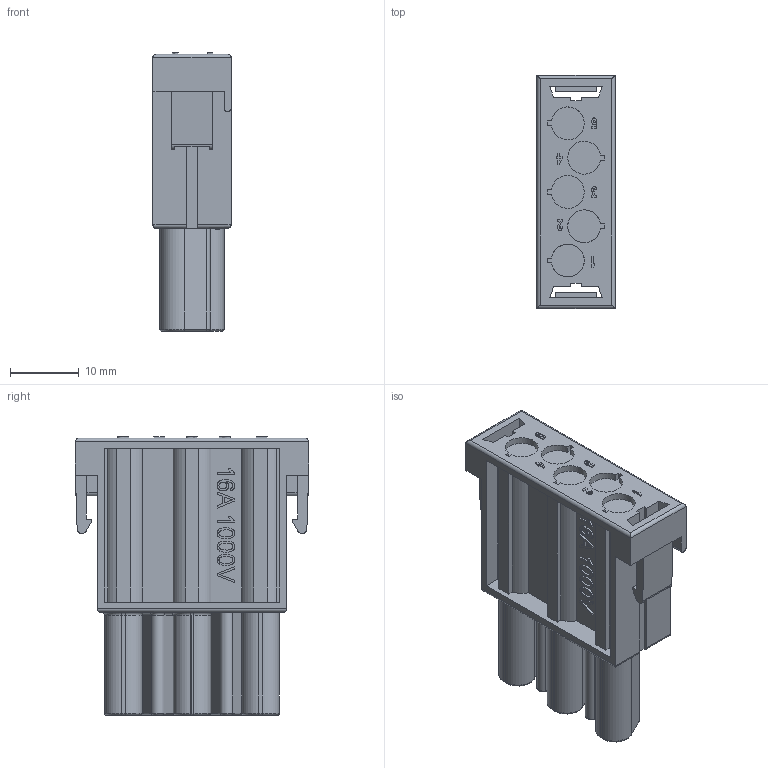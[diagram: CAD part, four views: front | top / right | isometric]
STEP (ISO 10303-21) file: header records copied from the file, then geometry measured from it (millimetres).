
FILE_DESCRIPTION(/* description */ (''),/* implementation_level */ '2;1');
FILE_NAME(/* name */ 'C146 C05 871 E8.stp',/* time_stamp */ '2017-05-05T14:13:05+02:00',/* author */ (''),/* organization */ (''),/* preprocessor_version */ 'ST-DEVELOPER v15',/* originating_system */ 'SIEMENS PLM Software NX 9.0',/* authorisation */ '');
FILE_SCHEMA (('CONFIG_CONTROL_DESIGN'));
Length unit declared in the file: millimetre
Products named in the file (1): c146 c05 800 e8nxm001-04
Bounding box: 11.4 x 34 x 40.6 mm (x, y, z)
Volume: 7756 mm3; surface area: 5720.8 mm2
Topology: 1 solids, 1 shells, 470 faces, 1199 edges, 779 vertices
Faces by surface type: plane 304, cylinder 77, extrusion 57, torus 26, cone 6
Full cylindrical faces by diameter (mm): 4 x1
Entity records: 15333 total; most frequent: CARTESIAN_POINT 3940, ORIENTED_EDGE 2396, DIRECTION 2157, EDGE_CURVE 1198, VECTOR 925, LINE 868, VERTEX_POINT 779, AXIS2_PLACEMENT_3D 616
